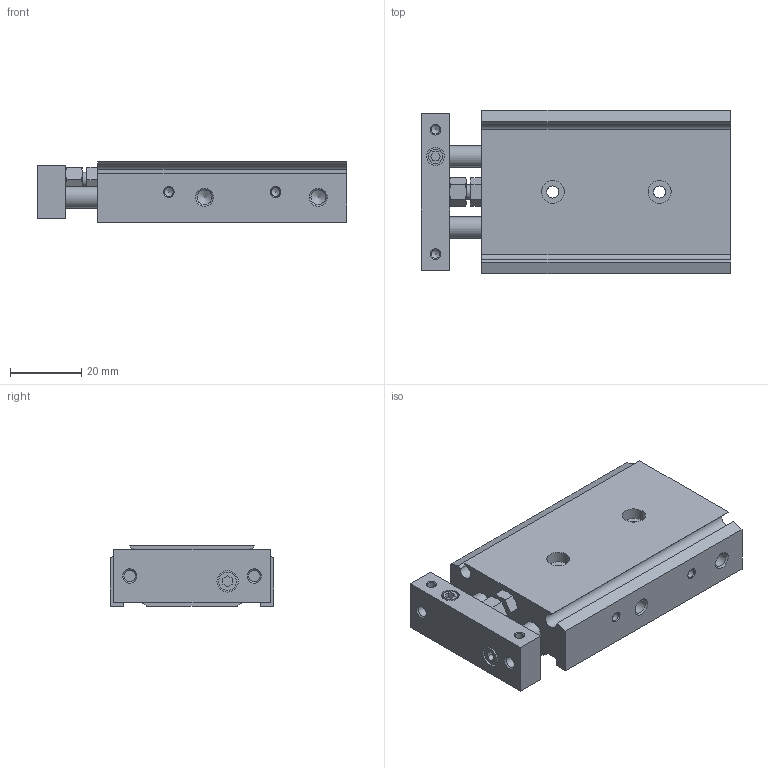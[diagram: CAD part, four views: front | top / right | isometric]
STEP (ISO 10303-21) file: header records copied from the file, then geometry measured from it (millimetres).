
FILE_DESCRIPTION(/* description */ ('STEP AP214'),/* implementation_level */ '2;1');
FILE_NAME(/* name */ 'CXS2M10-15(0_0)',/* time_stamp */ '2024-12-15T13:06:28+01:00',/* author */ ('License CC BY-ND 4.0'),/* organization */ ('CADENAS'),/* preprocessor_version */ 'ST-DEVELOPER v19.3',/* originating_system */ 'PARTsolutions',/* authorisation */ ' ');
FILE_SCHEMA (('AUTOMOTIVE_DESIGN {1 0 10303 214 3 1 1}'));
Length unit declared in the file: millimetre
Products named in the file (3): CXS2M10-15(0_0); CXS2M10-15(0)_BODY; CXS2M10-15(0)_ROD
Assembly tree (2 placements, depth 2):
  CXS2M10-15(0_0)
    CXS2M10-15(0)_BODY
    CXS2M10-15(0)_ROD
Bounding box: 87 x 46 x 17 mm (x, y, z)
Volume: 52916.1 mm3; surface area: 19671 mm2
Topology: 2 solids, 2 shells, 158 faces, 363 edges, 228 vertices
Faces by surface type: plane 69, cone 54, cylinder 35
Full cylindrical faces by diameter (mm): 2.459 x8, 3.242 x2, 3.4 x2, 4 x2, 4.134 x4, 5 x2, 6 x5, 6.5 x2, 10 x4
Entity records: 4089 total; most frequent: CARTESIAN_POINT 799, DIRECTION 664, ORIENTED_EDGE 556, EDGE_CURVE 278, AXIS2_PLACEMENT_3D 273, FACE_BOUND 258, EDGE_LOOP 246, VERTEX_POINT 216
